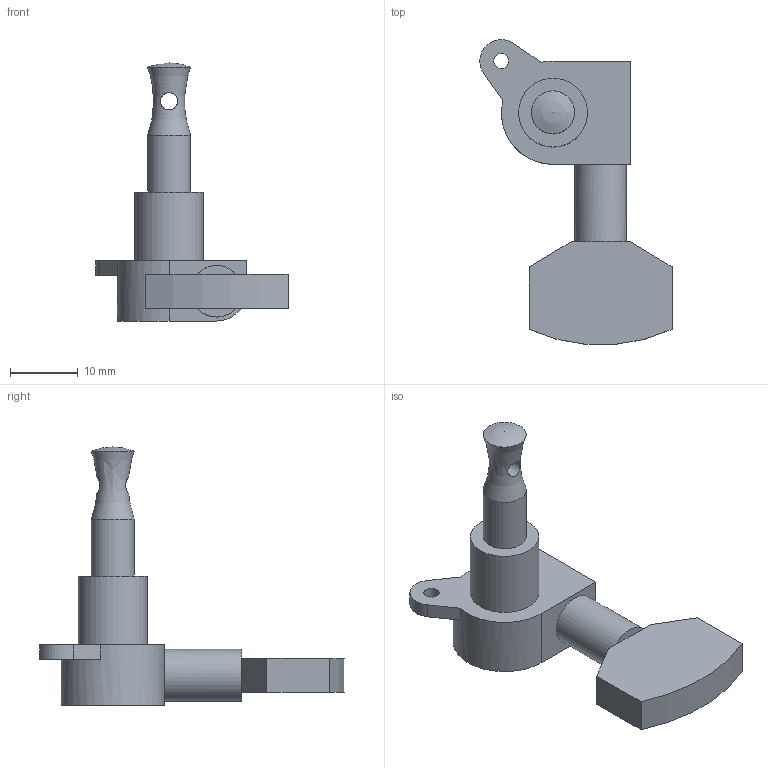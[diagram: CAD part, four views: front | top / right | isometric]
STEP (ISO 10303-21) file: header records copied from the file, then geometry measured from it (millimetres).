
FILE_DESCRIPTION((''),'2;1');
FILE_NAME('_TUNING PEG.ipt.step','2013-11-27T00:14:10',(''),(''),'Autodesk Inventor 2013','Autodesk Inventor 2013','');
FILE_SCHEMA(('AUTOMOTIVE_DESIGN { 1 0 10303 214 1 1 1 1 }'));
Length unit declared in the file: millimetre
Products named in the file (1): _TUNING PEG
Bounding box: 28.37 x 44.99 x 38.1 mm (x, y, z)
Volume: 5621.1 mm3; surface area: 2928.3 mm2
Topology: 1 solids, 1 shells, 30 faces, 73 edges, 47 vertices
Faces by surface type: plane 19, cylinder 9, sphere 1, torus 1
Full cylindrical faces by diameter (mm): 2.25 x1, 2.54 x1, 6.35 x1, 7.62 x1, 10.16 x1
Entity records: 953 total; most frequent: CARTESIAN_POINT 244, DIRECTION 145, ORIENTED_EDGE 126, EDGE_CURVE 63, AXIS2_PLACEMENT_3D 53, VERTEX_POINT 44, EDGE_LOOP 43, VECTOR 39
